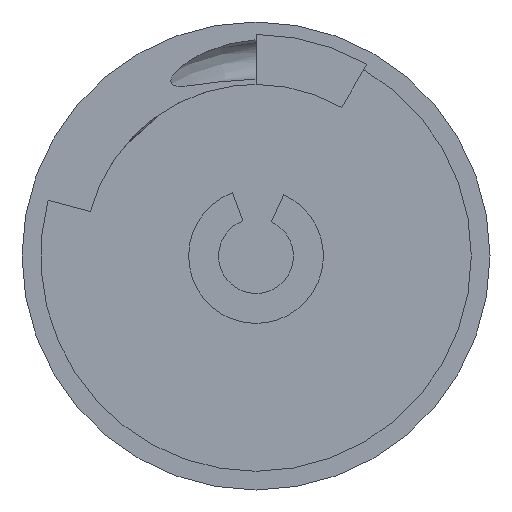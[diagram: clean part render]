
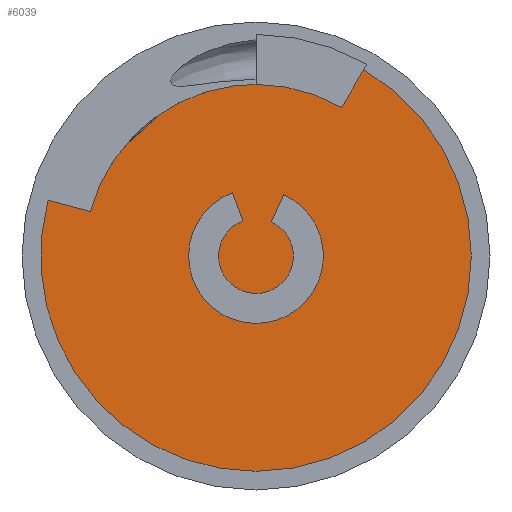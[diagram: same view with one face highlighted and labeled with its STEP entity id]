
A CAD part, front view. The second image highlights one B-rep face of the part: STEP entity #6039.
In plain terms, the highlighted planar face has unit normal (0, -1, 0).
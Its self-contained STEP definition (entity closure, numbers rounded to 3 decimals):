
#6 = CARTESIAN_POINT ( 'NONE',  ( -5.988, 5.8, 45.432 ) ) ;
#23 = EDGE_CURVE ( 'NONE', #5140, #4116, #6129, .T. ) ;
#73 = VECTOR ( 'NONE', #2901, 1000. ) ;
#100 = FACE_BOUND ( 'NONE', #1783, .T. ) ;
#117 = AXIS2_PLACEMENT_3D ( 'NONE', #1708, #1609, #4333 ) ;
#166 = CARTESIAN_POINT ( 'NONE',  ( -36.13, 5.8, 28.187 ) ) ;
#177 = DIRECTION ( 'NONE',  ( 0., 0., -1. ) ) ;
#230 = CARTESIAN_POINT ( 'NONE',  ( -26.084, 5.8, 37.53 ) ) ;
#348 = DIRECTION ( 'NONE',  ( 0., 0., 1. ) ) ;
#460 = VERTEX_POINT ( 'NONE', #4657 ) ;
#528 = VERTEX_POINT ( 'NONE', #6 ) ;
#547 = CARTESIAN_POINT ( 'NONE',  ( -5.988, 5.8, 45.432 ) ) ;
#584 = LINE ( 'NONE', #2800, #1649 ) ;
#661 = AXIS2_PLACEMENT_3D ( 'NONE', #4233, #6286, #5361 ) ;
#687 = CARTESIAN_POINT ( 'NONE',  ( 0., 5.8, 0. ) ) ;
#708 = CARTESIAN_POINT ( 'NONE',  ( -25.555, 5.8, 37.94 ) ) ;
#768 = AXIS2_PLACEMENT_3D ( 'NONE', #687, #2776, #177 ) ;
#788 = ORIENTED_EDGE ( 'NONE', *, *, #4276, .T. ) ;
#1004 = ORIENTED_EDGE ( 'NONE', *, *, #3487, .T. ) ;
#1039 = VERTEX_POINT ( 'NONE', #2434 ) ;
#1059 = CARTESIAN_POINT ( 'NONE',  ( 0., 5.8, 45.828 ) ) ;
#1091 = CARTESIAN_POINT ( 'NONE',  ( -2.763, 5.8, 45.723 ) ) ;
#1110 = CIRCLE ( 'NONE', #2855, 45.828 ) ;
#1314 = VECTOR ( 'NONE', #6419, 1000. ) ;
#1332 = AXIS2_PLACEMENT_3D ( 'NONE', #3456, #2330, #348 ) ;
#1371 = DIRECTION ( 'NONE',  ( 0., 0., 1. ) ) ;
#1405 = EDGE_CURVE ( 'NONE', #4214, #5823, #1110, .T. ) ;
#1566 = EDGE_CURVE ( 'NONE', #6366, #5140, #4754, .T. ) ;
#1587 = ORIENTED_EDGE ( 'NONE', *, *, #5036, .T. ) ;
#1609 = DIRECTION ( 'NONE',  ( 0., 1., 0. ) ) ;
#1641 = CARTESIAN_POINT ( 'NONE',  ( -3.516, 5.8, 9.361 ) ) ;
#1649 = VECTOR ( 'NONE', #6323, 1000. ) ;
#1687 = VERTEX_POINT ( 'NONE', #6255 ) ;
#1708 = CARTESIAN_POINT ( 'NONE',  ( 0., 5.8, 0. ) ) ;
#1783 = EDGE_LOOP ( 'NONE', ( #2759, #5686, #1004, #6415 ) ) ;
#2061 = DIRECTION ( 'NONE',  ( 0., -1., 0. ) ) ;
#2156 = CARTESIAN_POINT ( 'NONE',  ( -5.373, 5.8, 45.499 ) ) ;
#2197 = CIRCLE ( 'NONE', #768, 10. ) ;
#2222 = LINE ( 'NONE', #4299, #1314 ) ;
#2223 = LINE ( 'NONE', #3215, #3071 ) ;
#2270 = ORIENTED_EDGE ( 'NONE', *, *, #2774, .T. ) ;
#2330 = DIRECTION ( 'NONE',  ( 0., -1., 0. ) ) ;
#2332 = ORIENTED_EDGE ( 'NONE', *, *, #4035, .T. ) ;
#2434 = CARTESIAN_POINT ( 'NONE',  ( -55.541, 5.8, 14.882 ) ) ;
#2480 = VERTEX_POINT ( 'NONE', #6388 ) ;
#2492 = CARTESIAN_POINT ( 'NONE',  ( -36.13, 5.8, 28.187 ) ) ;
#2538 = CARTESIAN_POINT ( 'NONE',  ( 0., 5.8, 0. ) ) ;
#2549 = ORIENTED_EDGE ( 'NONE', *, *, #5907, .T. ) ;
#2677 = DIRECTION ( 'NONE',  ( 0., 0., 1. ) ) ;
#2738 = CIRCLE ( 'NONE', #661, 45.824 ) ;
#2759 = ORIENTED_EDGE ( 'NONE', *, *, #23, .F. ) ;
#2774 = EDGE_CURVE ( 'NONE', #3121, #1039, #584, .T. ) ;
#2776 = DIRECTION ( 'NONE',  ( 0., -1., 0. ) ) ;
#2790 = B_SPLINE_CURVE_WITH_KNOTS ( 'NONE', 3,
 ( #5296, #5774, #1091, #5739, #2156, #547 ),
 .UNSPECIFIED., .F., .F.,
 ( 4, 2, 4 ),
 ( 0., 0.062, 0.091 ),
 .UNSPECIFIED. ) ;
#2798 = LINE ( 'NONE', #2866, #73 ) ;
#2800 = CARTESIAN_POINT ( 'NONE',  ( 0., 5.8, 0. ) ) ;
#2806 = B_SPLINE_CURVE_WITH_KNOTS ( 'NONE', 3,
 ( #3883, #4366, #708, #230 ),
 .UNSPECIFIED., .F., .F.,
 ( 4, 4 ),
 ( 0.024, 0.026 ),
 .UNSPECIFIED. ) ;
#2828 = CARTESIAN_POINT ( 'NONE',  ( -26.084, 5.8, 37.53 ) ) ;
#2855 = AXIS2_PLACEMENT_3D ( 'NONE', #3965, #6525, #1371 ) ;
#2866 = CARTESIAN_POINT ( 'NONE',  ( 0., 5.8, 0. ) ) ;
#2899 = CARTESIAN_POINT ( 'NONE',  ( -32.948, 5.8, 31.507 ) ) ;
#2901 = DIRECTION ( 'NONE',  ( 0.413, 0., 0.911 ) ) ;
#2957 = ORIENTED_EDGE ( 'NONE', *, *, #6246, .T. ) ;
#3049 = DIRECTION ( 'NONE',  ( -0.352, 0., 0.936 ) ) ;
#3071 = VECTOR ( 'NONE', #4300, 1000. ) ;
#3121 = VERTEX_POINT ( 'NONE', #4851 ) ;
#3148 = PLANE ( 'NONE',  #117 ) ;
#3176 = CIRCLE ( 'NONE', #1332, 57.5 ) ;
#3215 = CARTESIAN_POINT ( 'NONE',  ( 0., 5.8, 0. ) ) ;
#3440 = CARTESIAN_POINT ( 'NONE',  ( -32.129, 5.8, 32.307 ) ) ;
#3456 = CARTESIAN_POINT ( 'NONE',  ( 0., 5.8, 0. ) ) ;
#3465 = EDGE_LOOP ( 'NONE', ( #5030, #6333, #2332, #2270, #4959, #5586, #1587, #6265, #2549, #788, #2957 ) ) ;
#3478 = CARTESIAN_POINT ( 'NONE',  ( -29.622, 5.8, 34.649 ) ) ;
#3487 = EDGE_CURVE ( 'NONE', #6366, #6018, #2197, .T. ) ;
#3568 = VERTEX_POINT ( 'NONE', #4553 ) ;
#3614 = EDGE_CURVE ( 'NONE', #2480, #460, #3176, .T. ) ;
#3729 = AXIS2_PLACEMENT_3D ( 'NONE', #4242, #2061, #2677 ) ;
#3787 = CARTESIAN_POINT ( 'NONE',  ( 0., 5.8, 0. ) ) ;
#3883 = CARTESIAN_POINT ( 'NONE',  ( -24.48, 5.8, 38.738 ) ) ;
#3932 = CIRCLE ( 'NONE', #6686, 57.5 ) ;
#3944 = VECTOR ( 'NONE', #3049, 1000. ) ;
#3965 = CARTESIAN_POINT ( 'NONE',  ( 0., 5.8, 0. ) ) ;
#4024 = CARTESIAN_POINT ( 'NONE',  ( -34.559, 5.8, 29.871 ) ) ;
#4028 = B_SPLINE_CURVE_WITH_KNOTS ( 'NONE', 3,
 ( #2828, #6622, #3478, #3440, #2899, #4024, #5052, #2492 ),
 .UNSPECIFIED., .F., .F.,
 ( 4, 2, 2, 4 ),
 ( 0.026, 0.033, 0.036, 0.04 ),
 .UNSPECIFIED. ) ;
#4035 = EDGE_CURVE ( 'NONE', #6132, #3121, #4611, .T. ) ;
#4116 = VERTEX_POINT ( 'NONE', #6318 ) ;
#4214 = VERTEX_POINT ( 'NONE', #6252 ) ;
#4233 = CARTESIAN_POINT ( 'NONE',  ( 0., 5.8, 0. ) ) ;
#4242 = CARTESIAN_POINT ( 'NONE',  ( 0., 5.8, 0. ) ) ;
#4276 = EDGE_CURVE ( 'NONE', #3568, #528, #2790, .T. ) ;
#4299 = CARTESIAN_POINT ( 'NONE',  ( 0., 5.8, 0. ) ) ;
#4300 = DIRECTION ( 'NONE',  ( 0., 0., -1. ) ) ;
#4333 = DIRECTION ( 'NONE',  ( 0., 0., 1. ) ) ;
#4366 = CARTESIAN_POINT ( 'NONE',  ( -25.02, 5.8, 38.342 ) ) ;
#4553 = CARTESIAN_POINT ( 'NONE',  ( 0., 5.8, 45.824 ) ) ;
#4611 = CIRCLE ( 'NONE', #5355, 45.824 ) ;
#4631 = VERTEX_POINT ( 'NONE', #5936 ) ;
#4657 = CARTESIAN_POINT ( 'NONE',  ( 28.75, 5.8, 49.796 ) ) ;
#4751 = DIRECTION ( 'NONE',  ( 0., 0., 1. ) ) ;
#4754 = LINE ( 'NONE', #2538, #3944 ) ;
#4849 = FACE_OUTER_BOUND ( 'NONE', #3465, .T. ) ;
#4851 = CARTESIAN_POINT ( 'NONE',  ( -44.263, 5.8, 11.86 ) ) ;
#4947 = EDGE_CURVE ( 'NONE', #1687, #4631, #2806, .T. ) ;
#4959 = ORIENTED_EDGE ( 'NONE', *, *, #6077, .T. ) ;
#5030 = ORIENTED_EDGE ( 'NONE', *, *, #4947, .T. ) ;
#5036 = EDGE_CURVE ( 'NONE', #460, #4214, #2222, .T. ) ;
#5052 = CARTESIAN_POINT ( 'NONE',  ( -35.351, 5.8, 29.035 ) ) ;
#5140 = VERTEX_POINT ( 'NONE', #6386 ) ;
#5264 = DIRECTION ( 'NONE',  ( 0., 0., 1. ) ) ;
#5296 = CARTESIAN_POINT ( 'NONE',  ( 0., 5.8, 45.824 ) ) ;
#5355 = AXIS2_PLACEMENT_3D ( 'NONE', #5809, #6767, #4751 ) ;
#5361 = DIRECTION ( 'NONE',  ( 0., 0., 1. ) ) ;
#5369 = EDGE_CURVE ( 'NONE', #4631, #6132, #4028, .T. ) ;
#5586 = ORIENTED_EDGE ( 'NONE', *, *, #3614, .T. ) ;
#5686 = ORIENTED_EDGE ( 'NONE', *, *, #1566, .F. ) ;
#5739 = CARTESIAN_POINT ( 'NONE',  ( -4.757, 5.8, 45.558 ) ) ;
#5740 = CARTESIAN_POINT ( 'NONE',  ( 4.133, 5.8, 9.106 ) ) ;
#5774 = CARTESIAN_POINT ( 'NONE',  ( -1.382, 5.8, 45.796 ) ) ;
#5809 = CARTESIAN_POINT ( 'NONE',  ( 0., 5.8, 0. ) ) ;
#5823 = VERTEX_POINT ( 'NONE', #1059 ) ;
#5874 = DIRECTION ( 'NONE',  ( 0., -1., 0. ) ) ;
#5907 = EDGE_CURVE ( 'NONE', #5823, #3568, #2223, .T. ) ;
#5936 = CARTESIAN_POINT ( 'NONE',  ( -26.084, 5.8, 37.53 ) ) ;
#6018 = VERTEX_POINT ( 'NONE', #5740 ) ;
#6039 = ADVANCED_FACE ( 'NONE', ( #100, #4849 ), #3148, .F. ) ;
#6077 = EDGE_CURVE ( 'NONE', #1039, #2480, #3932, .T. ) ;
#6129 = CIRCLE ( 'NONE', #3729, 18. ) ;
#6132 = VERTEX_POINT ( 'NONE', #166 ) ;
#6246 = EDGE_CURVE ( 'NONE', #528, #1687, #2738, .T. ) ;
#6252 = CARTESIAN_POINT ( 'NONE',  ( 22.914, 5.8, 39.688 ) ) ;
#6255 = CARTESIAN_POINT ( 'NONE',  ( -24.48, 5.8, 38.738 ) ) ;
#6265 = ORIENTED_EDGE ( 'NONE', *, *, #1405, .T. ) ;
#6286 = DIRECTION ( 'NONE',  ( 0., -1., 0. ) ) ;
#6318 = CARTESIAN_POINT ( 'NONE',  ( 7.439, 5.8, 16.391 ) ) ;
#6323 = DIRECTION ( 'NONE',  ( -0.966, 0., 0.259 ) ) ;
#6333 = ORIENTED_EDGE ( 'NONE', *, *, #5369, .T. ) ;
#6366 = VERTEX_POINT ( 'NONE', #1641 ) ;
#6386 = CARTESIAN_POINT ( 'NONE',  ( -6.33, 5.8, 16.85 ) ) ;
#6388 = CARTESIAN_POINT ( 'NONE',  ( 0., 5.8, -57.5 ) ) ;
#6415 = ORIENTED_EDGE ( 'NONE', *, *, #6753, .T. ) ;
#6419 = DIRECTION ( 'NONE',  ( -0.5, 0., -0.866 ) ) ;
#6525 = DIRECTION ( 'NONE',  ( 0., -1., 0. ) ) ;
#6622 = CARTESIAN_POINT ( 'NONE',  ( -27.887, 5.8, 36.132 ) ) ;
#6686 = AXIS2_PLACEMENT_3D ( 'NONE', #3787, #5874, #5264 ) ;
#6753 = EDGE_CURVE ( 'NONE', #6018, #4116, #2798, .T. ) ;
#6767 = DIRECTION ( 'NONE',  ( 0., -1., 0. ) ) ;
